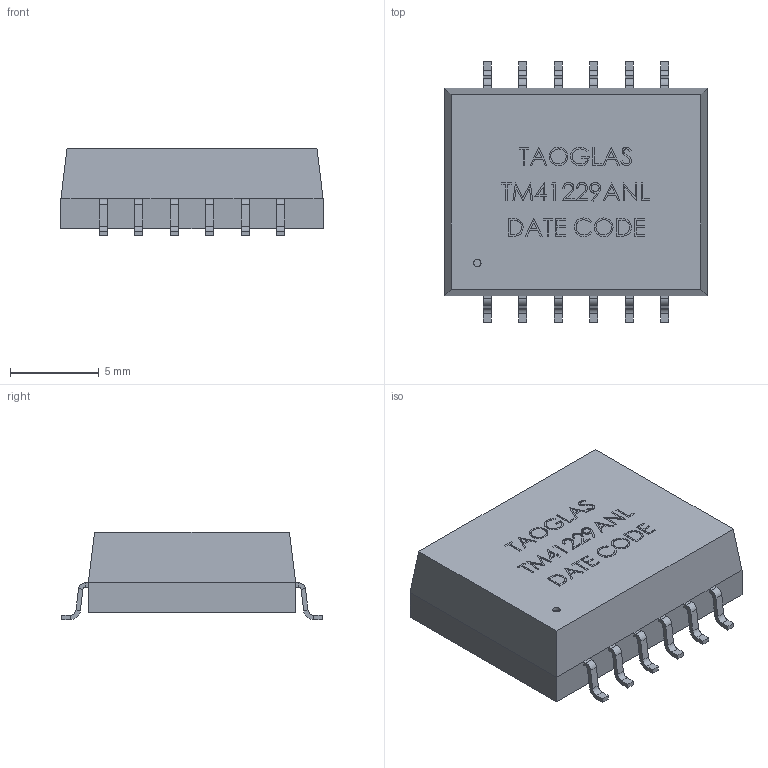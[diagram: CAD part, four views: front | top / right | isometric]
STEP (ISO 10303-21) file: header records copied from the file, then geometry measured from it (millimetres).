
FILE_DESCRIPTION (( 'STEP AP214' ), '1' );
FILE_NAME ('TM41229ANL.STEP', '2022-11-04T10:43:16', ( '' ), ( '' ), 'SwSTEP 2.0', 'SolidWorks 2022', '' );
FILE_SCHEMA (( 'AUTOMOTIVE_DESIGN' ));
Length unit declared in the file: millimetre
Products named in the file (1): TM41229ANL
Bounding box: 14.8 x 14.7 x 4.92 mm (x, y, z)
Volume: 765.7 mm3; surface area: 617.2 mm2
Topology: 1 solids, 1 shells, 565 faces, 1361 edges, 834 vertices
Faces by surface type: plane 431, bspline 84, cylinder 50
Entity records: 21824 total; most frequent: CARTESIAN_POINT 8485, ORIENTED_EDGE 2722, DIRECTION 2257, EDGE_CURVE 1361, VECTOR 1093, LINE 1093, VERTEX_POINT 834, EDGE_LOOP 601
